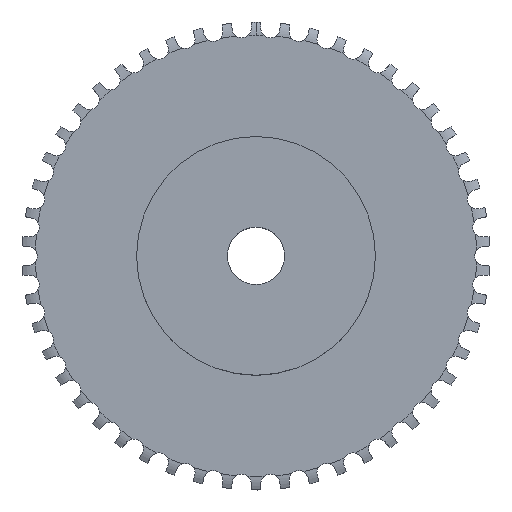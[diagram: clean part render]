
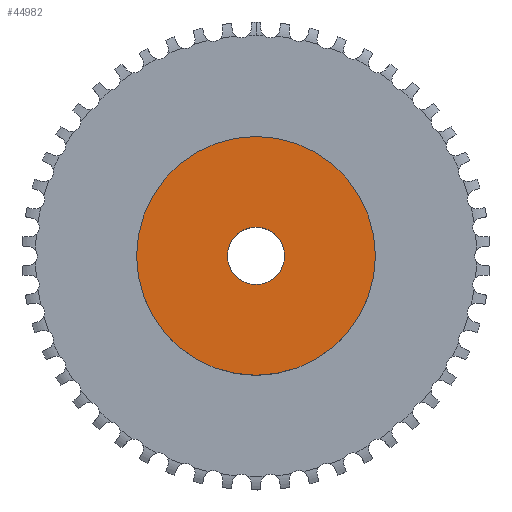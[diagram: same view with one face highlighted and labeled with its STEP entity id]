
A CAD part, top view. The second image highlights one B-rep face of the part: STEP entity #44982.
In plain terms, the highlighted planar face has unit normal (0, 0, 1).
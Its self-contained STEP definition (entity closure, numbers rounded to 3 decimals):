
#7222 = CYLINDRICAL_SURFACE('',#7223,6.);
#7223 = AXIS2_PLACEMENT_3D('',#7224,#7225,#7226);
#7224 = CARTESIAN_POINT('',(0.,0.,141.406));
#7225 = DIRECTION('',(0.,0.,1.));
#7226 = DIRECTION('',(1.,0.,-0.));
#12713 = CYLINDRICAL_SURFACE('',#12714,25.);
#12714 = AXIS2_PLACEMENT_3D('',#12715,#12716,#12717);
#12715 = CARTESIAN_POINT('',(0.,0.,0.));
#12716 = DIRECTION('',(-0.,-0.,-1.));
#12717 = DIRECTION('',(1.,0.,0.));
#36208 = EDGE_CURVE('',#36209,#36209,#36211,.T.);
#36209 = VERTEX_POINT('',#36210);
#36210 = CARTESIAN_POINT('',(6.,0.,18.7));
#36211 = SURFACE_CURVE('',#36212,(#36217,#36224),.PCURVE_S1.);
#36212 = CIRCLE('',#36213,6.);
#36213 = AXIS2_PLACEMENT_3D('',#36214,#36215,#36216);
#36214 = CARTESIAN_POINT('',(0.,0.,18.7));
#36215 = DIRECTION('',(0.,0.,1.));
#36216 = DIRECTION('',(1.,0.,-0.));
#36217 = PCURVE('',#7222,#36218);
#36218 = DEFINITIONAL_REPRESENTATION('',(#36219),#36223);
#36219 = LINE('',#36220,#36221);
#36220 = CARTESIAN_POINT('',(0.,-122.706));
#36221 = VECTOR('',#36222,1.);
#36222 = DIRECTION('',(1.,0.));
#36223 = ( GEOMETRIC_REPRESENTATION_CONTEXT(2) 
PARAMETRIC_REPRESENTATION_CONTEXT() REPRESENTATION_CONTEXT('2D SPACE',''
  ) );
#36224 = PCURVE('',#36225,#36230);
#36225 = PLANE('',#36226);
#36226 = AXIS2_PLACEMENT_3D('',#36227,#36228,#36229);
#36227 = CARTESIAN_POINT('',(0.,0.,18.7));
#36228 = DIRECTION('',(-0.,0.,1.));
#36229 = DIRECTION('',(0.,-1.,0.));
#36230 = DEFINITIONAL_REPRESENTATION('',(#36231),#36235);
#36231 = CIRCLE('',#36232,6.);
#36232 = AXIS2_PLACEMENT_2D('',#36233,#36234);
#36233 = CARTESIAN_POINT('',(0.,0.));
#36234 = DIRECTION('',(0.,1.));
#36235 = ( GEOMETRIC_REPRESENTATION_CONTEXT(2) 
PARAMETRIC_REPRESENTATION_CONTEXT() REPRESENTATION_CONTEXT('2D SPACE',''
  ) );
#41949 = VERTEX_POINT('',#41950);
#41950 = CARTESIAN_POINT('',(25.,0.,18.7));
#41971 = EDGE_CURVE('',#41949,#41949,#41972,.T.);
#41972 = SURFACE_CURVE('',#41973,(#41978,#41985),.PCURVE_S1.);
#41973 = CIRCLE('',#41974,25.);
#41974 = AXIS2_PLACEMENT_3D('',#41975,#41976,#41977);
#41975 = CARTESIAN_POINT('',(0.,0.,18.7));
#41976 = DIRECTION('',(0.,0.,1.));
#41977 = DIRECTION('',(1.,0.,0.));
#41978 = PCURVE('',#12713,#41979);
#41979 = DEFINITIONAL_REPRESENTATION('',(#41980),#41984);
#41980 = LINE('',#41981,#41982);
#41981 = CARTESIAN_POINT('',(-0.,-18.7));
#41982 = VECTOR('',#41983,1.);
#41983 = DIRECTION('',(-1.,0.));
#41984 = ( GEOMETRIC_REPRESENTATION_CONTEXT(2) 
PARAMETRIC_REPRESENTATION_CONTEXT() REPRESENTATION_CONTEXT('2D SPACE',''
  ) );
#41985 = PCURVE('',#36225,#41986);
#41986 = DEFINITIONAL_REPRESENTATION('',(#41987),#41991);
#41987 = CIRCLE('',#41988,25.);
#41988 = AXIS2_PLACEMENT_2D('',#41989,#41990);
#41989 = CARTESIAN_POINT('',(0.,0.));
#41990 = DIRECTION('',(0.,1.));
#41991 = ( GEOMETRIC_REPRESENTATION_CONTEXT(2) 
PARAMETRIC_REPRESENTATION_CONTEXT() REPRESENTATION_CONTEXT('2D SPACE',''
  ) );
#44982 = ADVANCED_FACE('',(#44983,#44986),#36225,.T.);
#44983 = FACE_BOUND('',#44984,.T.);
#44984 = EDGE_LOOP('',(#44985));
#44985 = ORIENTED_EDGE('',*,*,#41971,.T.);
#44986 = FACE_BOUND('',#44987,.T.);
#44987 = EDGE_LOOP('',(#44988));
#44988 = ORIENTED_EDGE('',*,*,#36208,.F.);
